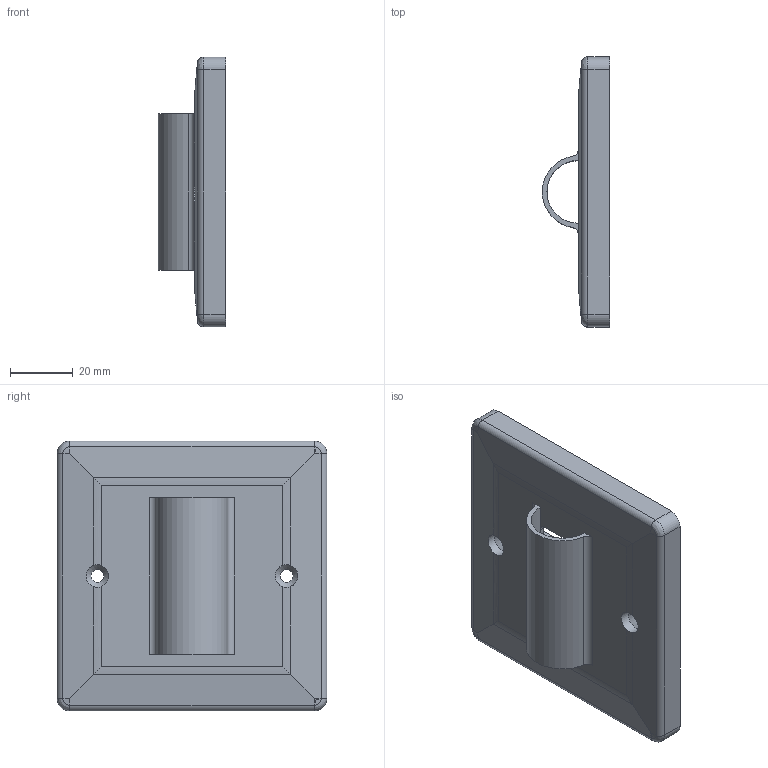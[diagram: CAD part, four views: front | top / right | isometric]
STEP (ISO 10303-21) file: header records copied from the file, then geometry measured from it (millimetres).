
FILE_DESCRIPTION(/* description */ (''),/* implementation_level */ '2;1');
FILE_NAME(/* name */ 'Temp Sensor v7.step',/* time_stamp */ '2021-11-16T22:44:30+00:00',/* author */ (''),/* organization */ (''),/* preprocessor_version */ 'ST-DEVELOPER v18.1',/* originating_system */ 'Autodesk Translation Framework v10.10.0.1391',/* authorisation */ '');
FILE_SCHEMA (('AUTOMOTIVE_DESIGN { 1 0 10303 214 3 1 1 }'));
Length unit declared in the file: millimetre
Products named in the file (2): Temp Sensor; Ds18B20 Holder
Assembly tree (1 placements, depth 2):
  Temp Sensor
    Ds18B20 Holder
Bounding box: 21.46 x 86 x 86 mm (x, y, z)
Volume: 32642.9 mm3; surface area: 22695.8 mm2
Topology: 1 solids, 1 shells, 100 faces, 280 edges, 172 vertices
Faces by surface type: plane 46, cylinder 36, bspline 8, cone 6, torus 4
Full cylindrical faces by diameter (mm): 4.1 x2, 7.2 x2
Entity records: 3264 total; most frequent: CARTESIAN_POINT 631, DIRECTION 550, ORIENTED_EDGE 544, EDGE_CURVE 272, AXIS2_PLACEMENT_3D 187, LINE 176, VECTOR 176, VERTEX_POINT 172
